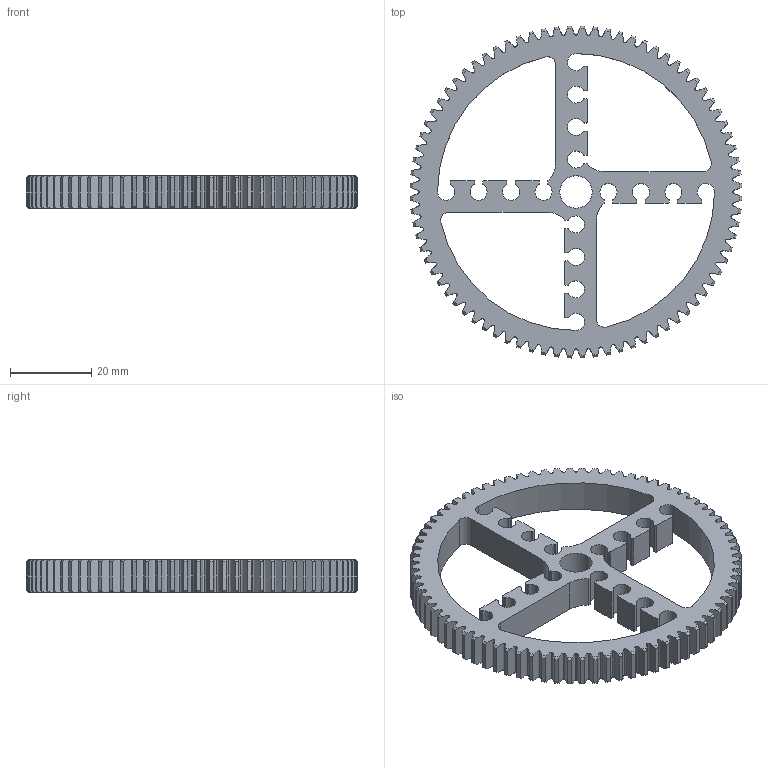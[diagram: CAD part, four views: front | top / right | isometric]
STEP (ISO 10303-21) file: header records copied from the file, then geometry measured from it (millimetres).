
FILE_DESCRIPTION (( 'STEP AP214' ), '1' );
FILE_NAME ('Gear 80T喘謫.step', '2016-10-28T04:15:32', ( 'dell' ), ( '' ), 'SwSTEP 2.0', 'SolidWorks 2013', '' );
FILE_SCHEMA (( 'AUTOMOTIVE_DESIGN' ));
Length unit declared in the file: millimetre
Products named in the file (1): Gear 80T喘謫
Bounding box: 81.76 x 81.76 x 8 mm (x, y, z)
Volume: 16459.8 mm3; surface area: 12737.2 mm2
Topology: 1 solids, 1 shells, 630 faces, 1884 edges, 1256 vertices
Faces by surface type: cylinder 264, bspline 160, cone 160, plane 46
Entity records: 25970 total; most frequent: CARTESIAN_POINT 10011, ORIENTED_EDGE 3768, DIRECTION 2874, EDGE_CURVE 1884, VERTEX_POINT 1256, AXIS2_PLACEMENT_3D 1159, CIRCLE 688, EDGE_LOOP 640
